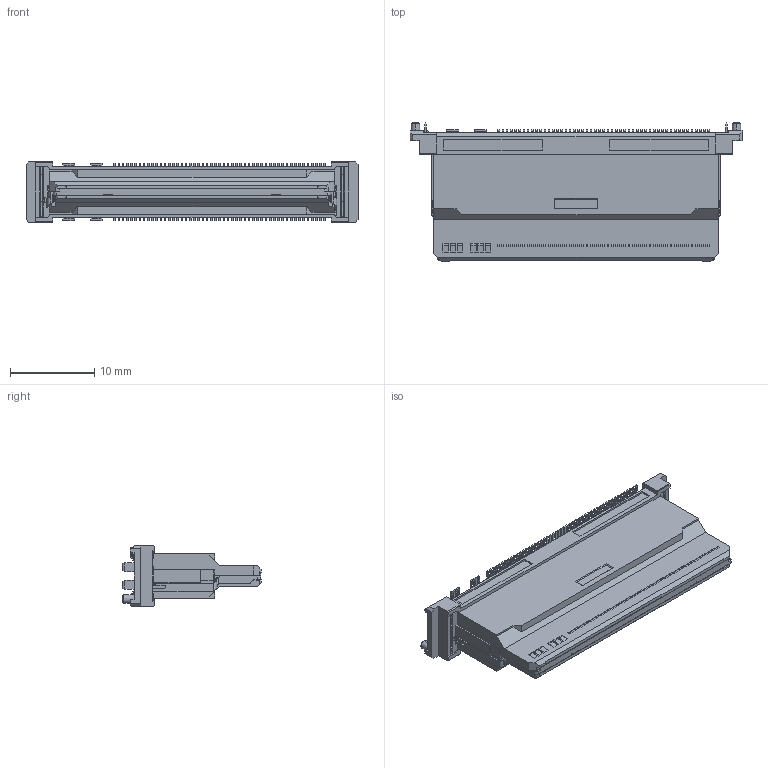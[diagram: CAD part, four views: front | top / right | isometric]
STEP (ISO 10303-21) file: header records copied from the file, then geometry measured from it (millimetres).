
FILE_DESCRIPTION (( 'STEP AP203' ), '1' );
FILE_NAME ('HF301S-xxx-1800-4011-VE(A115931-001C).STEP', '2018-05-01T03:53:00', ( 'admin' ), ( '' ), 'SwSTEP 2.0', 'SolidWorks 2014', '' );
FILE_SCHEMA (( 'CONFIG_CONTROL_DESIGN' ));
Length unit declared in the file: millimetre
Products named in the file (1): HF301S-xxx-1800-4011-VE(A115931-001C)
Bounding box: 39.5 x 16.45 x 7.2 mm (x, y, z)
Volume: 1313.9 mm3; surface area: 2509.7 mm2
Topology: 1 solids, 1 shells, 1740 faces, 4501 edges, 2973 vertices
Faces by surface type: plane 1268, cylinder 460, bspline 8, cone 4
Entity records: 53060 total; most frequent: CARTESIAN_POINT 9467, ORIENTED_EDGE 9002, DIRECTION 8877, EDGE_CURVE 4501, LINE 3551, VECTOR 3551, VERTEX_POINT 2973, AXIS2_PLACEMENT_3D 2663
